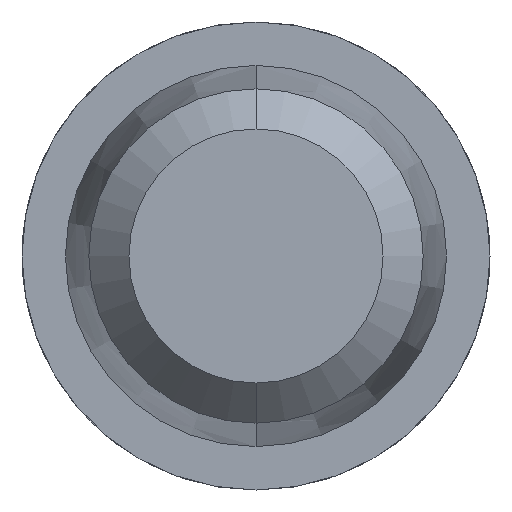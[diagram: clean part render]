
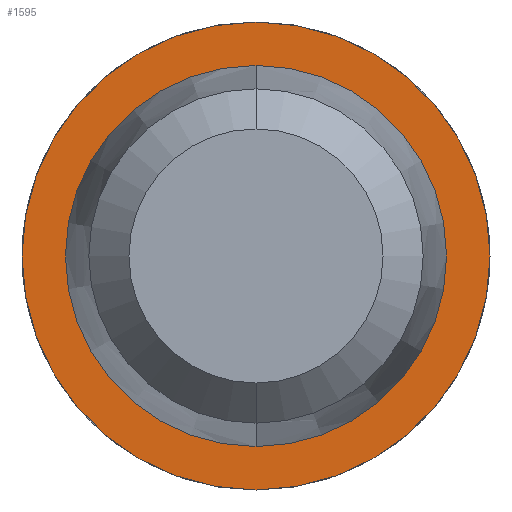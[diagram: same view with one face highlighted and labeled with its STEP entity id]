
A CAD part, front view. The second image highlights one B-rep face of the part: STEP entity #1595.
In plain terms, the highlighted planar face has unit normal (0, -1, 0).
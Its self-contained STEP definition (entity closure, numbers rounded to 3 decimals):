
#7 = DIRECTION ( 'NONE',  ( 0., 0., -1. ) ) ;
#238 = CARTESIAN_POINT ( 'NONE',  ( 0., 26., -0.57 ) ) ;
#271 = DIRECTION ( 'NONE',  ( 0., -1., 0. ) ) ;
#309 = ORIENTED_EDGE ( 'NONE', *, *, #2656, .F. ) ;
#331 = CARTESIAN_POINT ( 'NONE',  ( 0., 26., -0.7 ) ) ;
#332 = VERTEX_POINT ( 'NONE', #2501 ) ;
#373 = CARTESIAN_POINT ( 'NONE',  ( 0., 26., 0. ) ) ;
#626 = AXIS2_PLACEMENT_3D ( 'NONE', #1262, #943, #7 ) ;
#673 = DIRECTION ( 'NONE',  ( 0., 0., -1. ) ) ;
#943 = DIRECTION ( 'NONE',  ( 0., -1., 0. ) ) ;
#969 = DIRECTION ( 'NONE',  ( 0., -1., 0. ) ) ;
#1169 = VERTEX_POINT ( 'NONE', #238 ) ;
#1208 = EDGE_LOOP ( 'NONE', ( #309, #1806 ) ) ;
#1262 = CARTESIAN_POINT ( 'NONE',  ( 0., 26., 0. ) ) ;
#1316 = CARTESIAN_POINT ( 'NONE',  ( 0., 26., 0.57 ) ) ;
#1318 = AXIS2_PLACEMENT_3D ( 'NONE', #373, #969, #673 ) ;
#1324 = EDGE_CURVE ( 'Defeature ausgef�hrt2_13+Defeature ausgef�hrt2_14+Defeature ausgef�hrt2_14+Defeature ausgef�hrt2_14', #1169, #2798, #2978, .T. ) ;
#1391 = AXIS2_PLACEMENT_3D ( 'NONE', #1429, #1753, #3626 ) ;
#1429 = CARTESIAN_POINT ( 'NONE',  ( 0.57, 26., 0. ) ) ;
#1595 = ADVANCED_FACE ( 'Defeature ausgef�hrt2_14', ( #3724, #2877 ), #3304, .T. ) ;
#1703 = EDGE_CURVE ( 'Defeature ausgef�hrt2_14+Defeature ausgef�hrt2_15+Defeature ausgef�hrt2_15+Defeature ausgef�hrt2_15', #1940, #332, #3876, .T. ) ;
#1753 = DIRECTION ( 'NONE',  ( 0., -1., 0. ) ) ;
#1806 = ORIENTED_EDGE ( 'NONE', *, *, #1324, .F. ) ;
#1852 = DIRECTION ( 'NONE',  ( 0., 0., -1. ) ) ;
#1925 = CIRCLE ( 'NONE', #3599, 0.57 ) ;
#1929 = EDGE_CURVE ( 'Defeature ausgef�hrt2_14+Defeature ausgef�hrt2_15+Defeature ausgef�hrt2_15+Defeature ausgef�hrt2_15', #332, #1940, #2728, .T. ) ;
#1940 = VERTEX_POINT ( 'NONE', #331 ) ;
#2046 = ORIENTED_EDGE ( 'NONE', *, *, #1929, .T. ) ;
#2495 = EDGE_LOOP ( 'NONE', ( #3669, #2046 ) ) ;
#2501 = CARTESIAN_POINT ( 'NONE',  ( 0., 26., 0.7 ) ) ;
#2656 = EDGE_CURVE ( 'Defeature ausgef�hrt2_13+Defeature ausgef�hrt2_14+Defeature ausgef�hrt2_14+Defeature ausgef�hrt2_14', #2798, #1169, #1925, .T. ) ;
#2728 = CIRCLE ( 'NONE', #1318, 0.7 ) ;
#2798 = VERTEX_POINT ( 'NONE', #1316 ) ;
#2877 = FACE_BOUND ( 'NONE', #1208, .T. ) ;
#2878 = AXIS2_PLACEMENT_3D ( 'NONE', #4071, #271, #4102 ) ;
#2907 = DIRECTION ( 'NONE',  ( 0., -1., 0. ) ) ;
#2978 = CIRCLE ( 'NONE', #626, 0.57 ) ;
#3205 = CARTESIAN_POINT ( 'NONE',  ( 0., 26., 0. ) ) ;
#3304 = PLANE ( 'NONE',  #1391 ) ;
#3599 = AXIS2_PLACEMENT_3D ( 'NONE', #3205, #2907, #1852 ) ;
#3626 = DIRECTION ( 'NONE',  ( 0., 0., -1. ) ) ;
#3669 = ORIENTED_EDGE ( 'NONE', *, *, #1703, .T. ) ;
#3724 = FACE_OUTER_BOUND ( 'NONE', #2495, .T. ) ;
#3876 = CIRCLE ( 'NONE', #2878, 0.7 ) ;
#4071 = CARTESIAN_POINT ( 'NONE',  ( 0., 26., 0. ) ) ;
#4102 = DIRECTION ( 'NONE',  ( 0., 0., -1. ) ) ;
